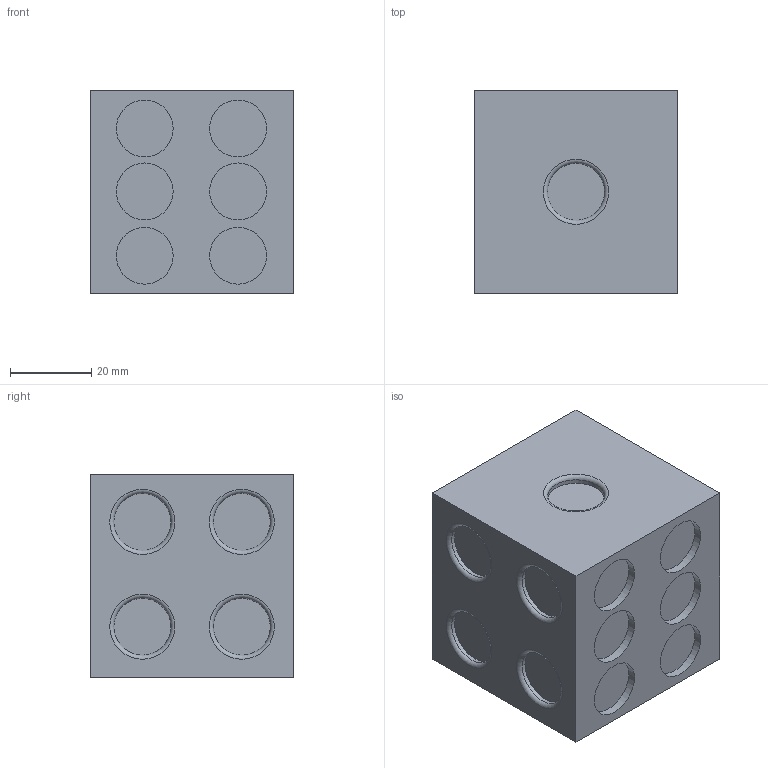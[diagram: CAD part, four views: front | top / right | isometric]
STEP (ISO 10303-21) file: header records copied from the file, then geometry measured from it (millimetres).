
FILE_DESCRIPTION(('FreeCAD Model'),'2;1');
FILE_NAME('Open CASCADE Shape Model','2022-06-30T12:07:01',('Author'),( ''),'Open CASCADE STEP processor 7.5','FreeCAD','Unknown');
FILE_SCHEMA(('AUTOMOTIVE_DESIGN { 1 0 10303 214 1 1 1 1 }'));
Length unit declared in the file: millimetre
Products named in the file (1): Body
Bounding box: 50 x 50 x 50 mm (x, y, z)
Volume: 118388.5 mm3; surface area: 16570.8 mm2
Topology: 1 solids, 1 shells, 63 faces, 105 edges, 65 vertices
Faces by surface type: plane 27, cylinder 21, torus 15
Full cylindrical faces by diameter (mm): 14 x21
Entity records: 2881 total; most frequent: DIRECTION 514, CARTESIAN_POINT 450, ORIENTED_EDGE 210, PCURVE 210, DEFINITIONAL_REPRESENTATION 210, LINE 201, VECTOR 201, AXIS2_PLACEMENT_3D 136
